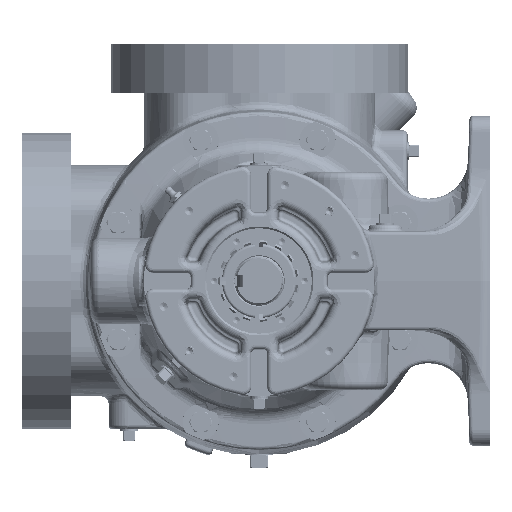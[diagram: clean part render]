
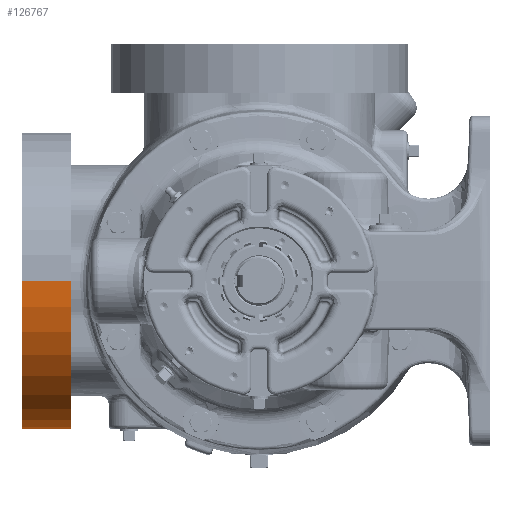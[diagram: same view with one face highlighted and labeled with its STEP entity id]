
A CAD part, left-side view. The second image highlights one B-rep face of the part: STEP entity #126767.
In plain terms, the highlighted cylindrical face has radius 114.3 mm (diameter 228.6 mm), a partial arc.
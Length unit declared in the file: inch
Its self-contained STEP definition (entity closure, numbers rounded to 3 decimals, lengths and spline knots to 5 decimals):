
#8761 = EDGE_CURVE ( 'NONE', #282565, #325155, #133564, .T. ) ;
#18489 = CIRCLE ( 'NONE', #216007, 4.5 ) ;
#40205 = DIRECTION ( 'NONE',  ( -1., 0., 0. ) ) ;
#80042 = CARTESIAN_POINT ( 'NONE',  ( 0.013, 7.1875, 0. ) ) ;
#80477 = DIRECTION ( 'NONE',  ( 0., -1., 0. ) ) ;
#94284 = DIRECTION ( 'NONE',  ( -1., 0., 0. ) ) ;
#114925 = ORIENTED_EDGE ( 'NONE', *, *, #239619, .F. ) ;
#126767 = ADVANCED_FACE ( 'NONE', ( #279921 ), #304675, .T. ) ;
#128749 = VECTOR ( 'NONE', #174435, 39.37008 ) ;
#133564 = LINE ( 'NONE', #184914, #225750 ) ;
#164327 = DIRECTION ( 'NONE',  ( 0., -1., 0. ) ) ;
#174435 = DIRECTION ( 'NONE',  ( 0., -1., 0. ) ) ;
#174541 = CARTESIAN_POINT ( 'NONE',  ( 4.513, 7.1875, 0. ) ) ;
#184914 = CARTESIAN_POINT ( 'NONE',  ( 9.013, 5.33867, 0. ) ) ;
#206493 = ORIENTED_EDGE ( 'NONE', *, *, #245412, .F. ) ;
#212205 = CARTESIAN_POINT ( 'NONE',  ( 4.513, 5.6875, 0. ) ) ;
#212860 = CIRCLE ( 'NONE', #257992, 4.5 ) ;
#214918 = VERTEX_POINT ( 'NONE', #232528 ) ;
#216007 = AXIS2_PLACEMENT_3D ( 'NONE', #212205, #164327, #346304 ) ;
#225750 = VECTOR ( 'NONE', #80477, 39.37008 ) ;
#228609 = CARTESIAN_POINT ( 'NONE',  ( 4.513, 5.33867, 0. ) ) ;
#232528 = CARTESIAN_POINT ( 'NONE',  ( 0.013, 5.6875, 0. ) ) ;
#232700 = LINE ( 'NONE', #340349, #128749 ) ;
#239619 = EDGE_CURVE ( 'NONE', #214918, #325155, #18489, .T. ) ;
#245412 = EDGE_CURVE ( 'NONE', #340245, #214918, #232700, .T. ) ;
#255172 = DIRECTION ( 'NONE',  ( 0., -1., 0. ) ) ;
#257992 = AXIS2_PLACEMENT_3D ( 'NONE', #174541, #282392, #40205 ) ;
#266886 = ORIENTED_EDGE ( 'NONE', *, *, #8761, .T. ) ;
#274933 = AXIS2_PLACEMENT_3D ( 'NONE', #228609, #255172, #94284 ) ;
#279921 = FACE_OUTER_BOUND ( 'NONE', #292624, .T. ) ;
#282392 = DIRECTION ( 'NONE',  ( 0., -1., 0. ) ) ;
#282565 = VERTEX_POINT ( 'NONE', #307068 ) ;
#292624 = EDGE_LOOP ( 'NONE', ( #319295, #266886, #114925, #206493 ) ) ;
#304675 = CYLINDRICAL_SURFACE ( 'NONE', #274933, 4.5 ) ;
#307068 = CARTESIAN_POINT ( 'NONE',  ( 9.013, 7.1875, 0. ) ) ;
#319295 = ORIENTED_EDGE ( 'NONE', *, *, #332000, .T. ) ;
#324105 = CARTESIAN_POINT ( 'NONE',  ( 9.013, 5.6875, 0. ) ) ;
#325155 = VERTEX_POINT ( 'NONE', #324105 ) ;
#332000 = EDGE_CURVE ( 'NONE', #340245, #282565, #212860, .T. ) ;
#340245 = VERTEX_POINT ( 'NONE', #80042 ) ;
#340349 = CARTESIAN_POINT ( 'NONE',  ( 0.013, 5.33867, 0. ) ) ;
#346304 = DIRECTION ( 'NONE',  ( -1., 0., 0. ) ) ;
